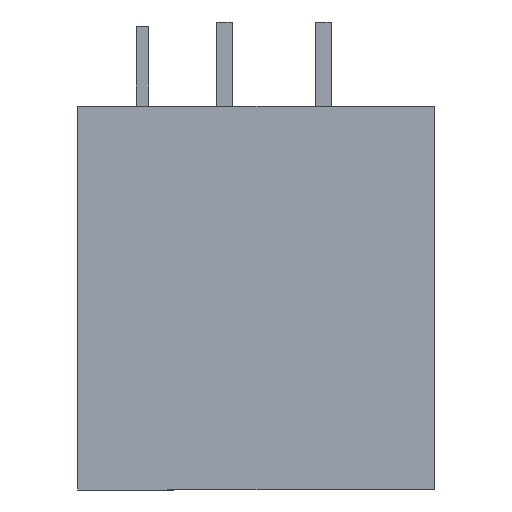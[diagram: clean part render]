
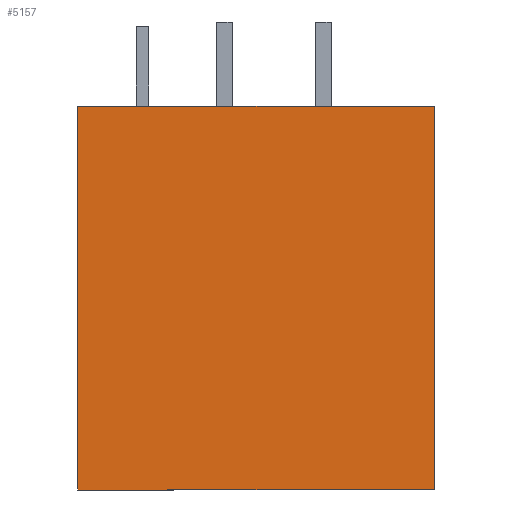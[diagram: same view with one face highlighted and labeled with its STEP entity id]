
A CAD part, left-side view. The second image highlights one B-rep face of the part: STEP entity #5157.
In plain terms, the highlighted planar face has unit normal (-1, 0, 0).
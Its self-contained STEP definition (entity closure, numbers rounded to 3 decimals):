
#32 = PLANE('',#33);
#33 = AXIS2_PLACEMENT_3D('',#34,#35,#36);
#34 = CARTESIAN_POINT('',(-2.6,-20.32,15.5));
#35 = DIRECTION('',(0.,0.,-1.));
#36 = DIRECTION('',(0.,1.,0.));
#1283 = VERTEX_POINT('',#1284);
#1284 = CARTESIAN_POINT('',(-2.6,-5.92,15.5));
#1298 = PLANE('',#1299);
#1299 = AXIS2_PLACEMENT_3D('',#1300,#1301,#1302);
#1300 = CARTESIAN_POINT('',(-2.6,-5.92,15.5));
#1301 = DIRECTION('',(0.,1.,0.));
#1302 = DIRECTION('',(-1.,0.,0.));
#1310 = EDGE_CURVE('',#1311,#1283,#1313,.T.);
#1311 = VERTEX_POINT('',#1312);
#1312 = CARTESIAN_POINT('',(-2.6,-20.32,15.5));
#1313 = SURFACE_CURVE('',#1314,(#1318,#1325),.PCURVE_S1.);
#1314 = LINE('',#1315,#1316);
#1315 = CARTESIAN_POINT('',(-2.6,-20.32,15.5));
#1316 = VECTOR('',#1317,1.);
#1317 = DIRECTION('',(0.,1.,0.));
#1318 = PCURVE('',#32,#1319);
#1319 = DEFINITIONAL_REPRESENTATION('',(#1320),#1324);
#1320 = LINE('',#1321,#1322);
#1321 = CARTESIAN_POINT('',(0.,0.));
#1322 = VECTOR('',#1323,1.);
#1323 = DIRECTION('',(1.,0.));
#1324 = ( GEOMETRIC_REPRESENTATION_CONTEXT(2) 
PARAMETRIC_REPRESENTATION_CONTEXT() REPRESENTATION_CONTEXT('2D SPACE',''
  ) );
#1325 = PCURVE('',#1326,#1331);
#1326 = PLANE('',#1327);
#1327 = AXIS2_PLACEMENT_3D('',#1328,#1329,#1330);
#1328 = CARTESIAN_POINT('',(-2.6,-20.32,0.));
#1329 = DIRECTION('',(1.,0.,0.));
#1330 = DIRECTION('',(0.,0.,1.));
#1331 = DEFINITIONAL_REPRESENTATION('',(#1332),#1336);
#1332 = LINE('',#1333,#1334);
#1333 = CARTESIAN_POINT('',(15.5,0.));
#1334 = VECTOR('',#1335,1.);
#1335 = DIRECTION('',(0.,-1.));
#1336 = ( GEOMETRIC_REPRESENTATION_CONTEXT(2) 
PARAMETRIC_REPRESENTATION_CONTEXT() REPRESENTATION_CONTEXT('2D SPACE',''
  ) );
#1354 = PLANE('',#1355);
#1355 = AXIS2_PLACEMENT_3D('',#1356,#1357,#1358);
#1356 = CARTESIAN_POINT('',(-2.6,-20.32,15.5));
#1357 = DIRECTION('',(0.,1.,0.));
#1358 = DIRECTION('',(-1.,0.,0.));
#5157 = ADVANCED_FACE('',(#5158),#1326,.F.);
#5158 = FACE_BOUND('',#5159,.T.);
#5159 = EDGE_LOOP('',(#5160,#5183,#5211,#5232));
#5160 = ORIENTED_EDGE('',*,*,#5161,.T.);
#5161 = EDGE_CURVE('',#1283,#5162,#5164,.T.);
#5162 = VERTEX_POINT('',#5163);
#5163 = CARTESIAN_POINT('',(-2.6,-5.92,0.));
#5164 = SURFACE_CURVE('',#5165,(#5169,#5176),.PCURVE_S1.);
#5165 = LINE('',#5166,#5167);
#5166 = CARTESIAN_POINT('',(-2.6,-5.92,0.));
#5167 = VECTOR('',#5168,1.);
#5168 = DIRECTION('',(0.,0.,-1.));
#5169 = PCURVE('',#1326,#5170);
#5170 = DEFINITIONAL_REPRESENTATION('',(#5171),#5175);
#5171 = LINE('',#5172,#5173);
#5172 = CARTESIAN_POINT('',(0.,-14.4));
#5173 = VECTOR('',#5174,1.);
#5174 = DIRECTION('',(-1.,0.));
#5175 = ( GEOMETRIC_REPRESENTATION_CONTEXT(2) 
PARAMETRIC_REPRESENTATION_CONTEXT() REPRESENTATION_CONTEXT('2D SPACE',''
  ) );
#5176 = PCURVE('',#1298,#5177);
#5177 = DEFINITIONAL_REPRESENTATION('',(#5178),#5182);
#5178 = LINE('',#5179,#5180);
#5179 = CARTESIAN_POINT('',(0.,-15.5));
#5180 = VECTOR('',#5181,1.);
#5181 = DIRECTION('',(0.,-1.));
#5182 = ( GEOMETRIC_REPRESENTATION_CONTEXT(2) 
PARAMETRIC_REPRESENTATION_CONTEXT() REPRESENTATION_CONTEXT('2D SPACE',''
  ) );
#5183 = ORIENTED_EDGE('',*,*,#5184,.F.);
#5184 = EDGE_CURVE('',#5185,#5162,#5187,.T.);
#5185 = VERTEX_POINT('',#5186);
#5186 = CARTESIAN_POINT('',(-2.6,-20.32,0.));
#5187 = SURFACE_CURVE('',#5188,(#5192,#5199),.PCURVE_S1.);
#5188 = LINE('',#5189,#5190);
#5189 = CARTESIAN_POINT('',(-2.6,-20.32,0.));
#5190 = VECTOR('',#5191,1.);
#5191 = DIRECTION('',(0.,1.,0.));
#5192 = PCURVE('',#1326,#5193);
#5193 = DEFINITIONAL_REPRESENTATION('',(#5194),#5198);
#5194 = LINE('',#5195,#5196);
#5195 = CARTESIAN_POINT('',(0.,0.));
#5196 = VECTOR('',#5197,1.);
#5197 = DIRECTION('',(0.,-1.));
#5198 = ( GEOMETRIC_REPRESENTATION_CONTEXT(2) 
PARAMETRIC_REPRESENTATION_CONTEXT() REPRESENTATION_CONTEXT('2D SPACE',''
  ) );
#5199 = PCURVE('',#5200,#5205);
#5200 = PLANE('',#5201);
#5201 = AXIS2_PLACEMENT_3D('',#5202,#5203,#5204);
#5202 = CARTESIAN_POINT('',(-2.6,-20.32,0.));
#5203 = DIRECTION('',(0.,0.,1.));
#5204 = DIRECTION('',(0.,-1.,0.));
#5205 = DEFINITIONAL_REPRESENTATION('',(#5206),#5210);
#5206 = LINE('',#5207,#5208);
#5207 = CARTESIAN_POINT('',(0.,0.));
#5208 = VECTOR('',#5209,1.);
#5209 = DIRECTION('',(-1.,0.));
#5210 = ( GEOMETRIC_REPRESENTATION_CONTEXT(2) 
PARAMETRIC_REPRESENTATION_CONTEXT() REPRESENTATION_CONTEXT('2D SPACE',''
  ) );
#5211 = ORIENTED_EDGE('',*,*,#5212,.F.);
#5212 = EDGE_CURVE('',#1311,#5185,#5213,.T.);
#5213 = SURFACE_CURVE('',#5214,(#5218,#5225),.PCURVE_S1.);
#5214 = LINE('',#5215,#5216);
#5215 = CARTESIAN_POINT('',(-2.6,-20.32,0.));
#5216 = VECTOR('',#5217,1.);
#5217 = DIRECTION('',(0.,0.,-1.));
#5218 = PCURVE('',#1326,#5219);
#5219 = DEFINITIONAL_REPRESENTATION('',(#5220),#5224);
#5220 = LINE('',#5221,#5222);
#5221 = CARTESIAN_POINT('',(0.,0.));
#5222 = VECTOR('',#5223,1.);
#5223 = DIRECTION('',(-1.,0.));
#5224 = ( GEOMETRIC_REPRESENTATION_CONTEXT(2) 
PARAMETRIC_REPRESENTATION_CONTEXT() REPRESENTATION_CONTEXT('2D SPACE',''
  ) );
#5225 = PCURVE('',#1354,#5226);
#5226 = DEFINITIONAL_REPRESENTATION('',(#5227),#5231);
#5227 = LINE('',#5228,#5229);
#5228 = CARTESIAN_POINT('',(0.,-15.5));
#5229 = VECTOR('',#5230,1.);
#5230 = DIRECTION('',(0.,-1.));
#5231 = ( GEOMETRIC_REPRESENTATION_CONTEXT(2) 
PARAMETRIC_REPRESENTATION_CONTEXT() REPRESENTATION_CONTEXT('2D SPACE',''
  ) );
#5232 = ORIENTED_EDGE('',*,*,#1310,.T.);
